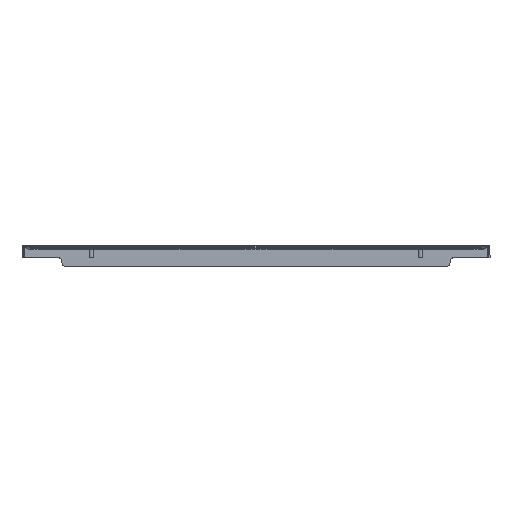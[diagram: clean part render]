
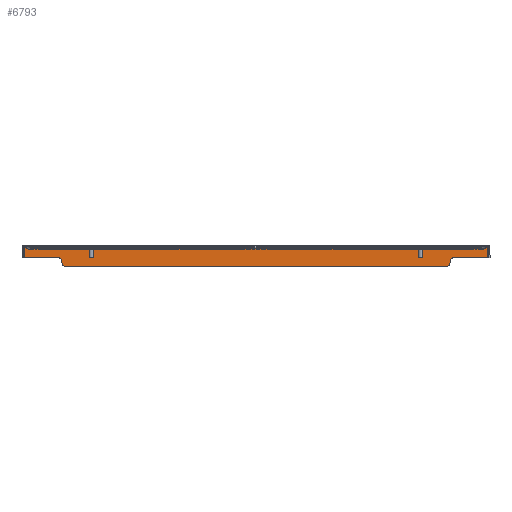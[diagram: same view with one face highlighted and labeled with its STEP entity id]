
A CAD part, front view. The second image highlights one B-rep face of the part: STEP entity #6793.
In plain terms, the highlighted planar face has unit normal (0, -1, 0).
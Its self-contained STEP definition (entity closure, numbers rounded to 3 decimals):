
#343 = DIRECTION ( 'NONE',  ( 0., -1., 0. ) ) ;
#359 = CARTESIAN_POINT ( 'NONE',  ( -281.086, 698.5, -30. ) ) ;
#403 = ORIENTED_EDGE ( 'NONE', *, *, #2097, .F. ) ;
#515 = EDGE_CURVE ( 'NONE', #6338, #4994, #1093, .T. ) ;
#636 = CARTESIAN_POINT ( 'NONE',  ( 286.086, 698.5, -17.8 ) ) ;
#796 = VECTOR ( 'NONE', #6583, 1000. ) ;
#1073 = EDGE_CURVE ( 'NONE', #4030, #7373, #3937, .T. ) ;
#1093 = LINE ( 'NONE', #3058, #6309 ) ;
#1118 = DIRECTION ( 'NONE',  ( 0., 1., 0. ) ) ;
#1136 = CARTESIAN_POINT ( 'NONE',  ( 281.086, 698.5, -30. ) ) ;
#1227 = DIRECTION ( 'NONE',  ( 0., 1., 0. ) ) ;
#1346 = CIRCLE ( 'NONE', #6669, 5. ) ;
#1438 = DIRECTION ( 'NONE',  ( 0., 1., 0. ) ) ;
#1857 = DIRECTION ( 'NONE',  ( 0., -1., 0. ) ) ;
#2073 = CARTESIAN_POINT ( 'NONE',  ( 276.086, 698.5, -30. ) ) ;
#2097 = EDGE_CURVE ( 'NONE', #6594, #7671, #4815, .T. ) ;
#2103 = CARTESIAN_POINT ( 'NONE',  ( 336.086, 698.5, -3. ) ) ;
#2215 = CARTESIAN_POINT ( 'NONE',  ( -276.086, 698.5, -30. ) ) ;
#2313 = ORIENTED_EDGE ( 'NONE', *, *, #3094, .F. ) ;
#2384 = LINE ( 'NONE', #4860, #796 ) ;
#2566 = EDGE_CURVE ( 'NONE', #5007, #2664, #6705, .T. ) ;
#2584 = CARTESIAN_POINT ( 'NONE',  ( -281.086, 698.5, -22.8 ) ) ;
#2663 = LINE ( 'NONE', #3985, #7728 ) ;
#2664 = VERTEX_POINT ( 'NONE', #7676 ) ;
#2705 = DIRECTION ( 'NONE',  ( 1., 0., 0. ) ) ;
#2776 = EDGE_CURVE ( 'NONE', #2928, #7856, #2384, .T. ) ;
#2872 = CARTESIAN_POINT ( 'NONE',  ( -281.086, 698.5, -25. ) ) ;
#2928 = VERTEX_POINT ( 'NONE', #7417 ) ;
#3058 = CARTESIAN_POINT ( 'NONE',  ( -339., 698.5, -3. ) ) ;
#3089 = DIRECTION ( 'NONE',  ( 0., 0., 1. ) ) ;
#3094 = EDGE_CURVE ( 'NONE', #5593, #4680, #7014, .T. ) ;
#3313 = CIRCLE ( 'NONE', #7854, 5. ) ;
#3480 = DIRECTION ( 'NONE',  ( -1., 0., 0. ) ) ;
#3554 = ORIENTED_EDGE ( 'NONE', *, *, #5166, .T. ) ;
#3575 = ORIENTED_EDGE ( 'NONE', *, *, #2566, .F. ) ;
#3606 = DIRECTION ( 'NONE',  ( 0., 0., 1. ) ) ;
#3699 = DIRECTION ( 'NONE',  ( 0., 0., -1. ) ) ;
#3714 = DIRECTION ( 'NONE',  ( 0., 0., 1. ) ) ;
#3768 = CARTESIAN_POINT ( 'NONE',  ( -276.086, 698.5, -25. ) ) ;
#3937 = LINE ( 'NONE', #3982, #7617 ) ;
#3980 = LINE ( 'NONE', #5944, #7591 ) ;
#3982 = CARTESIAN_POINT ( 'NONE',  ( 0., 698.5, -30. ) ) ;
#3985 = CARTESIAN_POINT ( 'NONE',  ( 336.086, 698.5, -1.5 ) ) ;
#4030 = VERTEX_POINT ( 'NONE', #2215 ) ;
#4043 = EDGE_CURVE ( 'NONE', #7373, #2664, #4661, .T. ) ;
#4103 = EDGE_LOOP ( 'NONE', ( #2313, #4125, #5444, #5461, #3575, #6867, #4377, #5536, #7297, #6305, #403, #3554 ) ) ;
#4125 = ORIENTED_EDGE ( 'NONE', *, *, #4848, .T. ) ;
#4377 = ORIENTED_EDGE ( 'NONE', *, *, #2776, .F. ) ;
#4581 = CIRCLE ( 'NONE', #4711, 5. ) ;
#4661 = CIRCLE ( 'NONE', #5188, 5. ) ;
#4680 = VERTEX_POINT ( 'NONE', #2584 ) ;
#4711 = AXIS2_PLACEMENT_3D ( 'NONE', #5347, #1118, #3606 ) ;
#4815 = LINE ( 'NONE', #6558, #6668 ) ;
#4848 = EDGE_CURVE ( 'NONE', #5593, #4030, #1346, .T. ) ;
#4860 = CARTESIAN_POINT ( 'NONE',  ( 336.086, 698.5, -17.8 ) ) ;
#4994 = VERTEX_POINT ( 'NONE', #2103 ) ;
#5007 = VERTEX_POINT ( 'NONE', #7587 ) ;
#5129 = DIRECTION ( 'NONE',  ( 0., 0., -1. ) ) ;
#5166 = EDGE_CURVE ( 'NONE', #6594, #4680, #4581, .T. ) ;
#5188 = AXIS2_PLACEMENT_3D ( 'NONE', #5368, #343, #7851 ) ;
#5263 = CARTESIAN_POINT ( 'NONE',  ( 0., 698.5, 0. ) ) ;
#5347 = CARTESIAN_POINT ( 'NONE',  ( -286.086, 698.5, -22.8 ) ) ;
#5361 = DIRECTION ( 'NONE',  ( 0., 0., -1. ) ) ;
#5368 = CARTESIAN_POINT ( 'NONE',  ( 276.086, 698.5, -25. ) ) ;
#5444 = ORIENTED_EDGE ( 'NONE', *, *, #1073, .T. ) ;
#5461 = ORIENTED_EDGE ( 'NONE', *, *, #4043, .T. ) ;
#5513 = VECTOR ( 'NONE', #3699, 1000. ) ;
#5536 = ORIENTED_EDGE ( 'NONE', *, *, #5786, .F. ) ;
#5593 = VERTEX_POINT ( 'NONE', #2872 ) ;
#5677 = CARTESIAN_POINT ( 'NONE',  ( 286.086, 698.5, -22.8 ) ) ;
#5786 = EDGE_CURVE ( 'NONE', #4994, #2928, #2663, .T. ) ;
#5802 = DIRECTION ( 'NONE',  ( 0., 0., 1. ) ) ;
#5944 = CARTESIAN_POINT ( 'NONE',  ( -336.086, 698.5, 0. ) ) ;
#6305 = ORIENTED_EDGE ( 'NONE', *, *, #8000, .T. ) ;
#6309 = VECTOR ( 'NONE', #7966, 1000. ) ;
#6338 = VERTEX_POINT ( 'NONE', #7925 ) ;
#6558 = CARTESIAN_POINT ( 'NONE',  ( -336.086, 698.5, -17.8 ) ) ;
#6583 = DIRECTION ( 'NONE',  ( -1., 0., 0. ) ) ;
#6594 = VERTEX_POINT ( 'NONE', #7878 ) ;
#6668 = VECTOR ( 'NONE', #3480, 1000. ) ;
#6669 = AXIS2_PLACEMENT_3D ( 'NONE', #3768, #1857, #3089 ) ;
#6705 = LINE ( 'NONE', #1136, #5513 ) ;
#6793 = ADVANCED_FACE ( 'NONE', ( #7017 ), #7665, .F. ) ;
#6867 = ORIENTED_EDGE ( 'NONE', *, *, #7913, .T. ) ;
#7014 = LINE ( 'NONE', #359, #7511 ) ;
#7017 = FACE_OUTER_BOUND ( 'NONE', #4103, .T. ) ;
#7049 = CARTESIAN_POINT ( 'NONE',  ( -336.086, 698.5, -17.8 ) ) ;
#7211 = AXIS2_PLACEMENT_3D ( 'NONE', #5263, #1438, #7744 ) ;
#7297 = ORIENTED_EDGE ( 'NONE', *, *, #515, .F. ) ;
#7373 = VERTEX_POINT ( 'NONE', #2073 ) ;
#7417 = CARTESIAN_POINT ( 'NONE',  ( 336.086, 698.5, -17.8 ) ) ;
#7511 = VECTOR ( 'NONE', #5802, 1000. ) ;
#7587 = CARTESIAN_POINT ( 'NONE',  ( 281.086, 698.5, -22.8 ) ) ;
#7591 = VECTOR ( 'NONE', #5361, 1000. ) ;
#7617 = VECTOR ( 'NONE', #2705, 1000. ) ;
#7665 = PLANE ( 'NONE',  #7211 ) ;
#7671 = VERTEX_POINT ( 'NONE', #7049 ) ;
#7676 = CARTESIAN_POINT ( 'NONE',  ( 281.086, 698.5, -25. ) ) ;
#7728 = VECTOR ( 'NONE', #5129, 1000. ) ;
#7744 = DIRECTION ( 'NONE',  ( 0., 0., 1. ) ) ;
#7851 = DIRECTION ( 'NONE',  ( 0., 0., 1. ) ) ;
#7854 = AXIS2_PLACEMENT_3D ( 'NONE', #5677, #1227, #3714 ) ;
#7856 = VERTEX_POINT ( 'NONE', #636 ) ;
#7878 = CARTESIAN_POINT ( 'NONE',  ( -286.086, 698.5, -17.8 ) ) ;
#7913 = EDGE_CURVE ( 'NONE', #5007, #7856, #3313, .T. ) ;
#7925 = CARTESIAN_POINT ( 'NONE',  ( -336.086, 698.5, -3. ) ) ;
#7966 = DIRECTION ( 'NONE',  ( 1., 0., 0. ) ) ;
#8000 = EDGE_CURVE ( 'NONE', #6338, #7671, #3980, .T. ) ;
